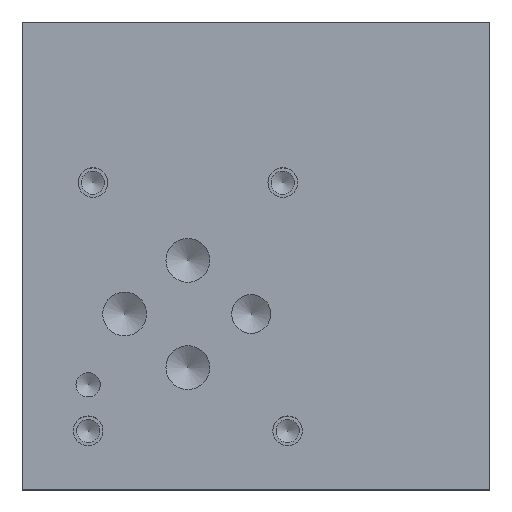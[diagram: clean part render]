
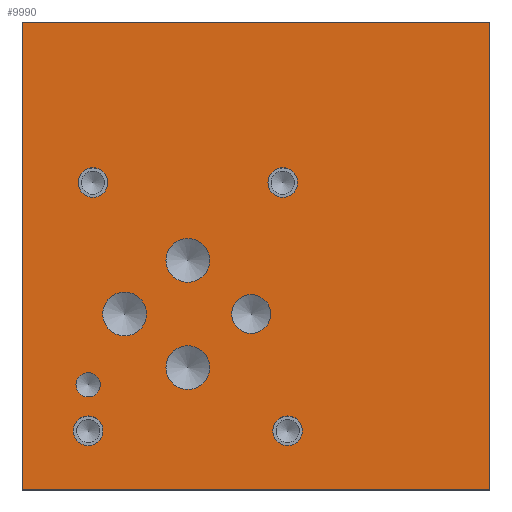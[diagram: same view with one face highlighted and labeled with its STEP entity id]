
A CAD part, top view. The second image highlights one B-rep face of the part: STEP entity #9990.
In plain terms, the highlighted planar face has unit normal (0, 0, 1).
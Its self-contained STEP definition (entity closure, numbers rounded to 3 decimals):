
#185=CIRCLE('',#10456,3.175);
#186=CIRCLE('',#10457,3.175);
#189=CIRCLE('',#10462,3.569);
#190=CIRCLE('',#10463,3.569);
#193=CIRCLE('',#10468,3.569);
#194=CIRCLE('',#10469,3.569);
#197=CIRCLE('',#10474,3.569);
#198=CIRCLE('',#10475,3.569);
#201=CIRCLE('',#10480,1.981);
#202=CIRCLE('',#10481,1.981);
#208=CIRCLE('',#10490,2.413);
#209=CIRCLE('',#10491,2.413);
#215=CIRCLE('',#10501,2.413);
#216=CIRCLE('',#10502,2.413);
#222=CIRCLE('',#10512,2.413);
#223=CIRCLE('',#10513,2.413);
#229=CIRCLE('',#10523,2.413);
#230=CIRCLE('',#10524,2.413);
#297=FACE_BOUND('',#1698,.T.);
#298=FACE_BOUND('',#1699,.T.);
#299=FACE_BOUND('',#1700,.T.);
#300=FACE_BOUND('',#1701,.T.);
#301=FACE_BOUND('',#1702,.T.);
#302=FACE_BOUND('',#1703,.T.);
#303=FACE_BOUND('',#1704,.T.);
#304=FACE_BOUND('',#1705,.T.);
#305=FACE_BOUND('',#1706,.T.);
#613=PLANE('',#10530);
#1122=FACE_OUTER_BOUND('',#1697,.T.);
#1697=EDGE_LOOP('',(#8916,#8917,#8918,#8919));
#1698=EDGE_LOOP('',(#8920,#8921));
#1699=EDGE_LOOP('',(#8922,#8923));
#1700=EDGE_LOOP('',(#8924,#8925));
#1701=EDGE_LOOP('',(#8926,#8927));
#1702=EDGE_LOOP('',(#8928,#8929));
#1703=EDGE_LOOP('',(#8930,#8931));
#1704=EDGE_LOOP('',(#8932,#8933));
#1705=EDGE_LOOP('',(#8934,#8935));
#1706=EDGE_LOOP('',(#8936,#8937));
#1754=LINE('',#12877,#2710);
#2511=LINE('',#16317,#3467);
#2569=LINE('',#16588,#3525);
#2663=LINE('',#17088,#3619);
#2710=VECTOR('',#10604,10.);
#3467=VECTOR('',#11863,10.);
#3525=VECTOR('',#11975,10.);
#3619=VECTOR('',#12533,10.);
#3936=VERTEX_POINT('',#12874);
#3937=VERTEX_POINT('',#12876);
#4593=VERTEX_POINT('',#16315);
#4651=VERTEX_POINT('',#16587);
#4772=VERTEX_POINT('',#16940);
#4773=VERTEX_POINT('',#16941);
#4777=VERTEX_POINT('',#16953);
#4778=VERTEX_POINT('',#16954);
#4782=VERTEX_POINT('',#16966);
#4783=VERTEX_POINT('',#16967);
#4787=VERTEX_POINT('',#16979);
#4788=VERTEX_POINT('',#16980);
#4792=VERTEX_POINT('',#16992);
#4793=VERTEX_POINT('',#16993);
#4800=VERTEX_POINT('',#17012);
#4801=VERTEX_POINT('',#17013);
#4808=VERTEX_POINT('',#17034);
#4809=VERTEX_POINT('',#17035);
#4816=VERTEX_POINT('',#17056);
#4817=VERTEX_POINT('',#17057);
#4824=VERTEX_POINT('',#17078);
#4825=VERTEX_POINT('',#17079);
#4900=EDGE_CURVE('',#3937,#3936,#1754,.T.);
#5883=EDGE_CURVE('',#3936,#4593,#2511,.T.);
#5965=EDGE_CURVE('',#4651,#3937,#2569,.T.);
#6129=EDGE_CURVE('',#4772,#4773,#185,.T.);
#6130=EDGE_CURVE('',#4773,#4772,#186,.T.);
#6135=EDGE_CURVE('',#4777,#4778,#189,.T.);
#6136=EDGE_CURVE('',#4778,#4777,#190,.T.);
#6141=EDGE_CURVE('',#4782,#4783,#193,.T.);
#6142=EDGE_CURVE('',#4783,#4782,#194,.T.);
#6147=EDGE_CURVE('',#4787,#4788,#197,.T.);
#6148=EDGE_CURVE('',#4788,#4787,#198,.T.);
#6153=EDGE_CURVE('',#4792,#4793,#201,.T.);
#6154=EDGE_CURVE('',#4793,#4792,#202,.T.);
#6162=EDGE_CURVE('',#4800,#4801,#208,.T.);
#6163=EDGE_CURVE('',#4801,#4800,#209,.T.);
#6172=EDGE_CURVE('',#4808,#4809,#215,.T.);
#6173=EDGE_CURVE('',#4809,#4808,#216,.T.);
#6182=EDGE_CURVE('',#4816,#4817,#222,.T.);
#6183=EDGE_CURVE('',#4817,#4816,#223,.T.);
#6192=EDGE_CURVE('',#4824,#4825,#229,.T.);
#6193=EDGE_CURVE('',#4825,#4824,#230,.T.);
#6197=EDGE_CURVE('',#4593,#4651,#2663,.T.);
#8916=ORIENTED_EDGE('',*,*,#4900,.T.);
#8917=ORIENTED_EDGE('',*,*,#5883,.T.);
#8918=ORIENTED_EDGE('',*,*,#6197,.T.);
#8919=ORIENTED_EDGE('',*,*,#5965,.T.);
#8920=ORIENTED_EDGE('',*,*,#6129,.T.);
#8921=ORIENTED_EDGE('',*,*,#6130,.T.);
#8922=ORIENTED_EDGE('',*,*,#6135,.T.);
#8923=ORIENTED_EDGE('',*,*,#6136,.T.);
#8924=ORIENTED_EDGE('',*,*,#6141,.T.);
#8925=ORIENTED_EDGE('',*,*,#6142,.T.);
#8926=ORIENTED_EDGE('',*,*,#6147,.T.);
#8927=ORIENTED_EDGE('',*,*,#6148,.T.);
#8928=ORIENTED_EDGE('',*,*,#6153,.T.);
#8929=ORIENTED_EDGE('',*,*,#6154,.T.);
#8930=ORIENTED_EDGE('',*,*,#6162,.T.);
#8931=ORIENTED_EDGE('',*,*,#6163,.T.);
#8932=ORIENTED_EDGE('',*,*,#6172,.T.);
#8933=ORIENTED_EDGE('',*,*,#6173,.T.);
#8934=ORIENTED_EDGE('',*,*,#6182,.T.);
#8935=ORIENTED_EDGE('',*,*,#6183,.T.);
#8936=ORIENTED_EDGE('',*,*,#6192,.T.);
#8937=ORIENTED_EDGE('',*,*,#6193,.T.);
#9990=ADVANCED_FACE('',(#1122,#297,#298,#299,#300,#301,#302,#303,#304,#305),
#613,.T.);
#10456=AXIS2_PLACEMENT_3D('',#16942,#12367,#12368);
#10457=AXIS2_PLACEMENT_3D('',#16943,#12369,#12370);
#10462=AXIS2_PLACEMENT_3D('',#16955,#12381,#12382);
#10463=AXIS2_PLACEMENT_3D('',#16956,#12383,#12384);
#10468=AXIS2_PLACEMENT_3D('',#16968,#12395,#12396);
#10469=AXIS2_PLACEMENT_3D('',#16969,#12397,#12398);
#10474=AXIS2_PLACEMENT_3D('',#16981,#12409,#12410);
#10475=AXIS2_PLACEMENT_3D('',#16982,#12411,#12412);
#10480=AXIS2_PLACEMENT_3D('',#16994,#12423,#12424);
#10481=AXIS2_PLACEMENT_3D('',#16995,#12425,#12426);
#10490=AXIS2_PLACEMENT_3D('',#17014,#12445,#12446);
#10491=AXIS2_PLACEMENT_3D('',#17015,#12447,#12448);
#10501=AXIS2_PLACEMENT_3D('',#17036,#12470,#12471);
#10502=AXIS2_PLACEMENT_3D('',#17037,#12472,#12473);
#10512=AXIS2_PLACEMENT_3D('',#17058,#12495,#12496);
#10513=AXIS2_PLACEMENT_3D('',#17059,#12497,#12498);
#10523=AXIS2_PLACEMENT_3D('',#17080,#12520,#12521);
#10524=AXIS2_PLACEMENT_3D('',#17081,#12522,#12523);
#10530=AXIS2_PLACEMENT_3D('',#17091,#12538,#12539);
#10604=DIRECTION('',(1.,0.,0.));
#11863=DIRECTION('',(0.,1.,0.));
#11975=DIRECTION('',(0.,-1.,0.));
#12367=DIRECTION('center_axis',(0.,0.,-1.));
#12368=DIRECTION('ref_axis',(1.,0.,0.));
#12369=DIRECTION('center_axis',(0.,0.,-1.));
#12370=DIRECTION('ref_axis',(1.,0.,0.));
#12381=DIRECTION('center_axis',(0.,0.,-1.));
#12382=DIRECTION('ref_axis',(1.,0.,0.));
#12383=DIRECTION('center_axis',(0.,0.,-1.));
#12384=DIRECTION('ref_axis',(1.,0.,0.));
#12395=DIRECTION('center_axis',(0.,0.,-1.));
#12396=DIRECTION('ref_axis',(1.,0.,0.));
#12397=DIRECTION('center_axis',(0.,0.,-1.));
#12398=DIRECTION('ref_axis',(1.,0.,0.));
#12409=DIRECTION('center_axis',(0.,0.,-1.));
#12410=DIRECTION('ref_axis',(1.,0.,0.));
#12411=DIRECTION('center_axis',(0.,0.,-1.));
#12412=DIRECTION('ref_axis',(1.,0.,0.));
#12423=DIRECTION('center_axis',(0.,0.,-1.));
#12424=DIRECTION('ref_axis',(1.,0.,0.));
#12425=DIRECTION('center_axis',(0.,0.,-1.));
#12426=DIRECTION('ref_axis',(1.,0.,0.));
#12445=DIRECTION('center_axis',(0.,0.,-1.));
#12446=DIRECTION('ref_axis',(1.,0.,0.));
#12447=DIRECTION('center_axis',(0.,0.,-1.));
#12448=DIRECTION('ref_axis',(1.,0.,0.));
#12470=DIRECTION('center_axis',(0.,0.,-1.));
#12471=DIRECTION('ref_axis',(1.,0.,0.));
#12472=DIRECTION('center_axis',(0.,0.,-1.));
#12473=DIRECTION('ref_axis',(1.,0.,0.));
#12495=DIRECTION('center_axis',(0.,0.,-1.));
#12496=DIRECTION('ref_axis',(1.,0.,0.));
#12497=DIRECTION('center_axis',(0.,0.,-1.));
#12498=DIRECTION('ref_axis',(1.,0.,0.));
#12520=DIRECTION('center_axis',(0.,0.,-1.));
#12521=DIRECTION('ref_axis',(1.,0.,0.));
#12522=DIRECTION('center_axis',(0.,0.,-1.));
#12523=DIRECTION('ref_axis',(1.,0.,0.));
#12533=DIRECTION('',(-1.,0.,0.));
#12538=DIRECTION('center_axis',(0.,0.,1.));
#12539=DIRECTION('ref_axis',(1.,0.,0.));
#12874=CARTESIAN_POINT('',(76.2,0.,76.2));
#12876=CARTESIAN_POINT('',(0.,0.,76.2));
#12877=CARTESIAN_POINT('',(0.,0.,76.2));
#16315=CARTESIAN_POINT('',(76.2,76.2,76.2));
#16317=CARTESIAN_POINT('',(76.2,0.,76.2));
#16587=CARTESIAN_POINT('',(0.,76.2,76.2));
#16588=CARTESIAN_POINT('',(0.,76.2,76.2));
#16940=CARTESIAN_POINT('',(40.488,28.575,76.2));
#16941=CARTESIAN_POINT('',(34.138,28.575,76.2));
#16942=CARTESIAN_POINT('Origin',(37.313,28.575,76.2));
#16943=CARTESIAN_POINT('Origin',(37.313,28.575,76.2));
#16953=CARTESIAN_POINT('',(30.544,37.313,76.2));
#16954=CARTESIAN_POINT('',(23.406,37.313,76.2));
#16955=CARTESIAN_POINT('Origin',(26.975,37.313,76.2));
#16956=CARTESIAN_POINT('Origin',(26.975,37.313,76.2));
#16966=CARTESIAN_POINT('',(20.231,28.575,76.2));
#16967=CARTESIAN_POINT('',(13.094,28.575,76.2));
#16968=CARTESIAN_POINT('Origin',(16.662,28.575,76.2));
#16969=CARTESIAN_POINT('Origin',(16.662,28.575,76.2));
#16979=CARTESIAN_POINT('',(30.544,19.837,76.2));
#16980=CARTESIAN_POINT('',(23.406,19.837,76.2));
#16981=CARTESIAN_POINT('Origin',(26.975,19.837,76.2));
#16982=CARTESIAN_POINT('Origin',(26.975,19.837,76.2));
#16992=CARTESIAN_POINT('',(12.7,17.018,76.2));
#16993=CARTESIAN_POINT('',(8.738,17.018,76.2));
#16994=CARTESIAN_POINT('Origin',(10.719,17.018,76.2));
#16995=CARTESIAN_POINT('Origin',(10.719,17.018,76.2));
#17012=CARTESIAN_POINT('',(45.669,9.525,76.2));
#17013=CARTESIAN_POINT('',(40.843,9.525,76.2));
#17014=CARTESIAN_POINT('Origin',(43.256,9.525,76.2));
#17015=CARTESIAN_POINT('Origin',(43.256,9.525,76.2));
#17034=CARTESIAN_POINT('',(13.919,50.013,76.2));
#17035=CARTESIAN_POINT('',(9.093,50.013,76.2));
#17036=CARTESIAN_POINT('Origin',(11.506,50.013,76.2));
#17037=CARTESIAN_POINT('Origin',(11.506,50.013,76.2));
#17056=CARTESIAN_POINT('',(44.882,50.013,76.2));
#17057=CARTESIAN_POINT('',(40.056,50.013,76.2));
#17058=CARTESIAN_POINT('Origin',(42.469,50.013,76.2));
#17059=CARTESIAN_POINT('Origin',(42.469,50.013,76.2));
#17078=CARTESIAN_POINT('',(13.132,9.525,76.2));
#17079=CARTESIAN_POINT('',(8.306,9.525,76.2));
#17080=CARTESIAN_POINT('Origin',(10.719,9.525,76.2));
#17081=CARTESIAN_POINT('Origin',(10.719,9.525,76.2));
#17088=CARTESIAN_POINT('',(76.2,76.2,76.2));
#17091=CARTESIAN_POINT('Origin',(38.1,38.1,76.2));
